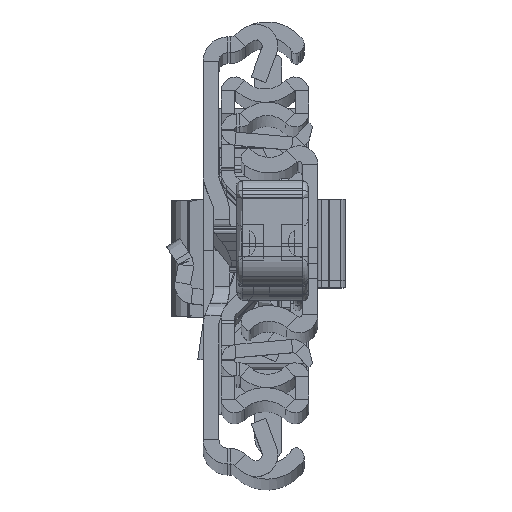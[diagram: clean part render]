
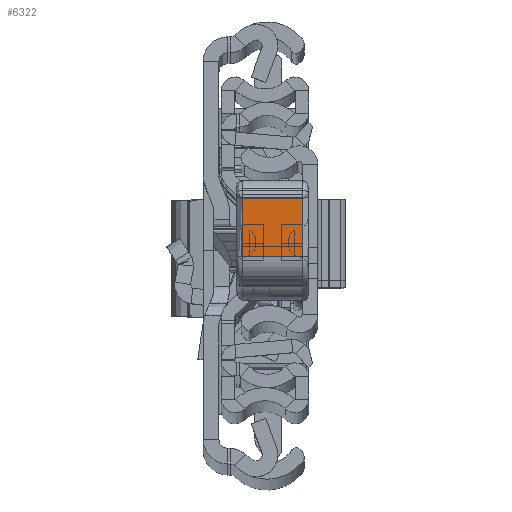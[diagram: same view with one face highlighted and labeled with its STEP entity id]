
A CAD part, top view. The second image highlights one B-rep face of the part: STEP entity #6322.
In plain terms, the highlighted face is planar.
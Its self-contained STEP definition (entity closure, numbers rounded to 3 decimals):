
#537 = LINE ( 'NONE', #17797, #4151 ) ;
#2189 = VERTEX_POINT ( 'NONE', #18662 ) ;
#2408 = EDGE_CURVE ( 'NONE', #37265, #25309, #34228, .T. ) ;
#2926 = CARTESIAN_POINT ( 'NONE',  ( 39.55, -12.274, 0. ) ) ;
#3812 = LINE ( 'NONE', #26686, #23292 ) ;
#4107 = CARTESIAN_POINT ( 'NONE',  ( 39.818, -2.465, -11. ) ) ;
#4151 = VECTOR ( 'NONE', #29516, 1000. ) ;
#4568 = CARTESIAN_POINT ( 'NONE',  ( 39.818, -2.465, 0. ) ) ;
#6322 = ADVANCED_FACE ( 'NONE', ( #29015 ), #34807, .F. ) ;
#8676 = ORIENTED_EDGE ( 'NONE', *, *, #27246, .F. ) ;
#10620 = LINE ( 'NONE', #4107, #28788 ) ;
#12110 = VERTEX_POINT ( 'NONE', #4568 ) ;
#14835 = DIRECTION ( 'NONE',  ( -0.027, -1., 0. ) ) ;
#17797 = CARTESIAN_POINT ( 'NONE',  ( 39.55, -12.274, 0. ) ) ;
#17869 = CARTESIAN_POINT ( 'NONE',  ( 39.55, -12.274, -11. ) ) ;
#18037 = EDGE_CURVE ( 'NONE', #2189, #37265, #3812, .T. ) ;
#18662 = CARTESIAN_POINT ( 'NONE',  ( 39.818, -2.465, -10. ) ) ;
#19222 = CARTESIAN_POINT ( 'NONE',  ( 39.55, -12.274, -11. ) ) ;
#19671 = ORIENTED_EDGE ( 'NONE', *, *, #18037, .F. ) ;
#21023 = ORIENTED_EDGE ( 'NONE', *, *, #2408, .F. ) ;
#23292 = VECTOR ( 'NONE', #27044, 1000. ) ;
#25309 = VERTEX_POINT ( 'NONE', #2926 ) ;
#26686 = CARTESIAN_POINT ( 'NONE',  ( 39.55, -12.274, -10. ) ) ;
#27044 = DIRECTION ( 'NONE',  ( -0.027, -1., 0. ) ) ;
#27246 = EDGE_CURVE ( 'NONE', #25309, #12110, #537, .T. ) ;
#27604 = AXIS2_PLACEMENT_3D ( 'NONE', #17869, #29391, #14835 ) ;
#27678 = DIRECTION ( 'NONE',  ( 0., 0., 1. ) ) ;
#28788 = VECTOR ( 'NONE', #33315, 1000. ) ;
#29015 = FACE_OUTER_BOUND ( 'NONE', #30170, .T. ) ;
#29147 = EDGE_CURVE ( 'NONE', #12110, #2189, #10620, .T. ) ;
#29215 = VECTOR ( 'NONE', #27678, 1000. ) ;
#29391 = DIRECTION ( 'NONE',  ( -1., 0.027, 0. ) ) ;
#29516 = DIRECTION ( 'NONE',  ( 0.027, 1., 0. ) ) ;
#29680 = ORIENTED_EDGE ( 'NONE', *, *, #29147, .F. ) ;
#30170 = EDGE_LOOP ( 'NONE', ( #21023, #19671, #29680, #8676 ) ) ;
#33315 = DIRECTION ( 'NONE',  ( 0., 0., -1. ) ) ;
#34228 = LINE ( 'NONE', #19222, #29215 ) ;
#34807 = PLANE ( 'NONE',  #27604 ) ;
#35374 = CARTESIAN_POINT ( 'NONE',  ( 39.55, -12.274, -10. ) ) ;
#37265 = VERTEX_POINT ( 'NONE', #35374 ) ;
